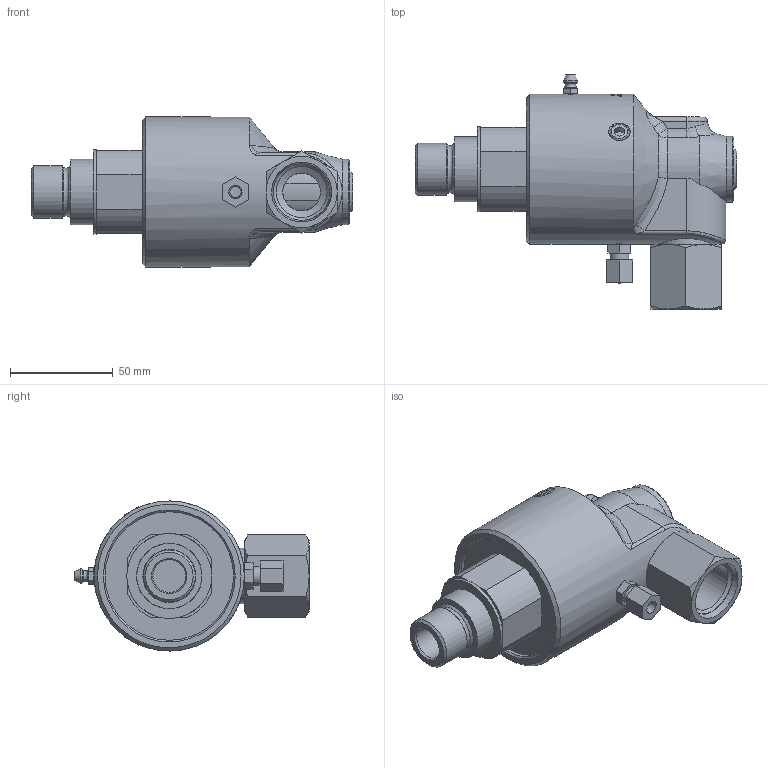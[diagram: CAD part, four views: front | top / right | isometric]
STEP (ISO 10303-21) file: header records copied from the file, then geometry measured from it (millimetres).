
FILE_DESCRIPTION(/* description */ (''),/* implementation_level */ '2;1');
FILE_NAME(/* name */ '255-358-016-IC.stp',/* time_stamp */ '2020-05-19T14:26:53-05:00',/* author */ ('GALINDOLM'),/* organization */ (''),/* preprocessor_version */ 'ST-DEVELOPER v18',/* originating_system */ 'Autodesk Inventor 2020',/* authorisation */ '');
FILE_SCHEMA (('AUTOMOTIVE_DESIGN { 1 0 10303 214 3 1 1 }'));
Products named in the file (1): 255-358-016-IC
Bounding box: 156.2 x 113.86 x 73 mm (x, y, z)
Volume: 363313.3 mm3; surface area: 50284.8 mm2
Topology: 1 solids, 6 shells, 526 faces, 1371 edges, 913 vertices
Faces by surface type: bspline 215, plane 174, cylinder 77, cone 51, torus 7, sphere 2
Full cylindrical faces by diameter (mm): 5.359 x1, 5.52 x1, 6.325 x1, 6.39 x1, 7.95 x2, 9.07 x1, 16 x1, 18.36 x1, 24.689 x1, 25.356 x1, 27.8 x1, 31.7 x1, 31.8 x1, 32 x1, 41.3 x1, 62.5 x1, 66.9 x1, 73 x1
Entity records: 59727 total; most frequent: CARTESIAN_POINT 47517, ORIENTED_EDGE 2742, DIRECTION 2007, EDGE_CURVE 1371, VERTEX_POINT 913, AXIS2_PLACEMENT_3D 735, EDGE_LOOP 582, LINE 537
